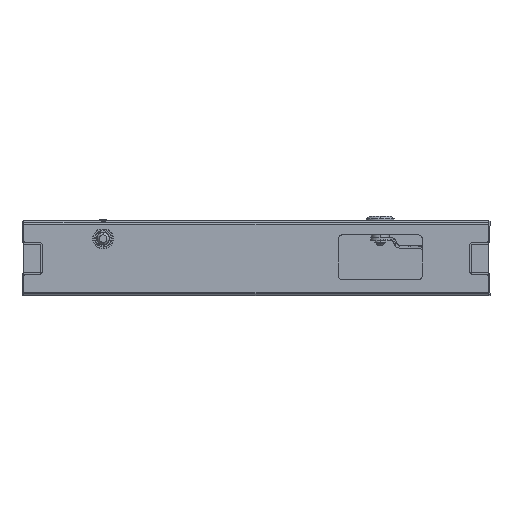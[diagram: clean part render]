
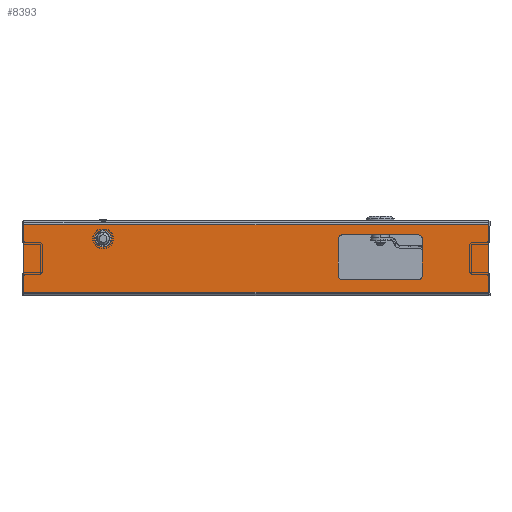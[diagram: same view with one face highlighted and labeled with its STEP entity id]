
A CAD part, front view. The second image highlights one B-rep face of the part: STEP entity #8393.
In plain terms, the highlighted planar face has unit normal (0, -1, 0).
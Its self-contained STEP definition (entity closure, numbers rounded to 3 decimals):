
#89 = EDGE_CURVE ( 'NONE', #41578, #28279, #11111, .T. ) ;
#150 = VECTOR ( 'NONE', #27204, 1000. ) ;
#307 = DIRECTION ( 'NONE',  ( 0., -1., 0. ) ) ;
#562 = DIRECTION ( 'NONE',  ( 1., 0., 0. ) ) ;
#751 = DIRECTION ( 'NONE',  ( 1., 0., 0. ) ) ;
#1198 = LINE ( 'NONE', #23579, #44461 ) ;
#1512 = CIRCLE ( 'NONE', #38525, 9. ) ;
#1721 = EDGE_CURVE ( 'NONE', #23231, #4139, #41796, .T. ) ;
#2303 = AXIS2_PLACEMENT_3D ( 'NONE', #17956, #7094, #10731 ) ;
#2453 = CARTESIAN_POINT ( 'NONE',  ( 25., 0., -420. ) ) ;
#2517 = DIRECTION ( 'NONE',  ( 1., 0., 0. ) ) ;
#2932 = DIRECTION ( 'NONE',  ( 0., -1., 0. ) ) ;
#3175 = AXIS2_PLACEMENT_3D ( 'NONE', #13955, #46267, #35587 ) ;
#3574 = EDGE_CURVE ( 'NONE', #29120, #9236, #38825, .T. ) ;
#3915 = DIRECTION ( 'NONE',  ( 1., 0., 0. ) ) ;
#4139 = VERTEX_POINT ( 'NONE', #13256 ) ;
#4467 = CARTESIAN_POINT ( 'NONE',  ( -18., 0., -335. ) ) ;
#5300 = CARTESIAN_POINT ( 'NONE',  ( 40., 0., 0. ) ) ;
#6402 = CARTESIAN_POINT ( 'NONE',  ( 36., 0., -495. ) ) ;
#7094 = DIRECTION ( 'NONE',  ( 0., -1., 0. ) ) ;
#7275 = ORIENTED_EDGE ( 'NONE', *, *, #9437, .T. ) ;
#7446 = DIRECTION ( 'NONE',  ( -1., 0., 0. ) ) ;
#8024 = EDGE_CURVE ( 'NONE', #20413, #40335, #33933, .T. ) ;
#8393 = ADVANCED_FACE ( 'NONE', ( #30511, #23269, #43476 ), #14389, .T. ) ;
#9094 = AXIS2_PLACEMENT_3D ( 'NONE', #39472, #32713, #562 ) ;
#9236 = VERTEX_POINT ( 'NONE', #15880 ) ;
#9437 = EDGE_CURVE ( 'NONE', #21461, #40335, #38838, .T. ) ;
#9817 = CARTESIAN_POINT ( 'NONE',  ( 36., 0., -495. ) ) ;
#10316 = DIRECTION ( 'NONE',  ( -1., 0., 0. ) ) ;
#10731 = DIRECTION ( 'NONE',  ( 1., 0., 0. ) ) ;
#11111 = CIRCLE ( 'NONE', #19730, 5. ) ;
#11135 = CARTESIAN_POINT ( 'NONE',  ( 20., 0., -425. ) ) ;
#11150 = ORIENTED_EDGE ( 'NONE', *, *, #3574, .F. ) ;
#11570 = LINE ( 'NONE', #4467, #28415 ) ;
#11714 = VERTEX_POINT ( 'NONE', #27874 ) ;
#12240 = EDGE_CURVE ( 'NONE', #11714, #21461, #24318, .T. ) ;
#12432 = CARTESIAN_POINT ( 'NONE',  ( 36., 0., 0. ) ) ;
#12840 = CARTESIAN_POINT ( 'NONE',  ( -23., 0., -420. ) ) ;
#13092 = ORIENTED_EDGE ( 'NONE', *, *, #29494, .F. ) ;
#13256 = CARTESIAN_POINT ( 'NONE',  ( -23., 0., -340. ) ) ;
#13829 = EDGE_CURVE ( 'NONE', #11714, #20413, #15692, .T. ) ;
#13955 = CARTESIAN_POINT ( 'NONE',  ( -18., 0., -340. ) ) ;
#14389 = PLANE ( 'NONE',  #9094 ) ;
#14755 = CARTESIAN_POINT ( 'NONE',  ( 20., 0., -335. ) ) ;
#15014 = ORIENTED_EDGE ( 'NONE', *, *, #32015, .F. ) ;
#15692 = LINE ( 'NONE', #44917, #16810 ) ;
#15880 = CARTESIAN_POINT ( 'NONE',  ( -18., 0., -425. ) ) ;
#15892 = EDGE_CURVE ( 'NONE', #26785, #19355, #1512, .T. ) ;
#16039 = LINE ( 'NONE', #45793, #32852 ) ;
#16152 = DIRECTION ( 'NONE',  ( 1., 0., 0. ) ) ;
#16516 = VECTOR ( 'NONE', #16152, 1000. ) ;
#16810 = VECTOR ( 'NONE', #23432, 1000. ) ;
#17270 = CARTESIAN_POINT ( 'NONE',  ( -36., 0., 0. ) ) ;
#17307 = CARTESIAN_POINT ( 'NONE',  ( 25., 0., -340. ) ) ;
#17956 = CARTESIAN_POINT ( 'NONE',  ( 21., 0., -84.5 ) ) ;
#18387 = ORIENTED_EDGE ( 'NONE', *, *, #13829, .F. ) ;
#18417 = EDGE_LOOP ( 'NONE', ( #36546, #26700 ) ) ;
#19355 = VERTEX_POINT ( 'NONE', #27632 ) ;
#19730 = AXIS2_PLACEMENT_3D ( 'NONE', #39550, #32950, #3915 ) ;
#20413 = VERTEX_POINT ( 'NONE', #17270 ) ;
#20613 = DIRECTION ( 'NONE',  ( 0., -1., 0. ) ) ;
#20653 = ORIENTED_EDGE ( 'NONE', *, *, #12240, .T. ) ;
#21461 = VERTEX_POINT ( 'NONE', #9817 ) ;
#21564 = EDGE_CURVE ( 'NONE', #19355, #26785, #33243, .T. ) ;
#22559 = AXIS2_PLACEMENT_3D ( 'NONE', #24478, #2932, #10316 ) ;
#22944 = ORIENTED_EDGE ( 'NONE', *, *, #8024, .F. ) ;
#23180 = VECTOR ( 'NONE', #38747, 1000. ) ;
#23195 = EDGE_LOOP ( 'NONE', ( #11150, #45477, #40523, #13092, #23641, #15014, #35402, #36187 ) ) ;
#23231 = VERTEX_POINT ( 'NONE', #41613 ) ;
#23269 = FACE_BOUND ( 'NONE', #23195, .T. ) ;
#23377 = DIRECTION ( 'NONE',  ( 0., 0., -1. ) ) ;
#23432 = DIRECTION ( 'NONE',  ( 0., 0., 1. ) ) ;
#23549 = CARTESIAN_POINT ( 'NONE',  ( 12., 0., -84.5 ) ) ;
#23579 = CARTESIAN_POINT ( 'NONE',  ( -18., 0., -425. ) ) ;
#23641 = ORIENTED_EDGE ( 'NONE', *, *, #89, .F. ) ;
#24318 = LINE ( 'NONE', #36919, #150 ) ;
#24478 = CARTESIAN_POINT ( 'NONE',  ( -18., 0., -420. ) ) ;
#25531 = EDGE_CURVE ( 'NONE', #9236, #33602, #1198, .T. ) ;
#26523 = VECTOR ( 'NONE', #23377, 1000. ) ;
#26700 = ORIENTED_EDGE ( 'NONE', *, *, #15892, .F. ) ;
#26785 = VERTEX_POINT ( 'NONE', #23549 ) ;
#27204 = DIRECTION ( 'NONE',  ( 1., 0., 0. ) ) ;
#27632 = CARTESIAN_POINT ( 'NONE',  ( 30., 0., -84.5 ) ) ;
#27874 = CARTESIAN_POINT ( 'NONE',  ( -36., 0., -495. ) ) ;
#28279 = VERTEX_POINT ( 'NONE', #14755 ) ;
#28399 = CARTESIAN_POINT ( 'NONE',  ( 21., 0., -84.5 ) ) ;
#28415 = VECTOR ( 'NONE', #7446, 1000. ) ;
#29120 = VERTEX_POINT ( 'NONE', #12840 ) ;
#29494 = EDGE_CURVE ( 'NONE', #28279, #23231, #11570, .T. ) ;
#30511 = FACE_BOUND ( 'NONE', #18417, .T. ) ;
#31324 = DIRECTION ( 'NONE',  ( 0., 0., 1. ) ) ;
#31368 = CARTESIAN_POINT ( 'NONE',  ( 20., 0., -420. ) ) ;
#32015 = EDGE_CURVE ( 'NONE', #39808, #41578, #16039, .T. ) ;
#32713 = DIRECTION ( 'NONE',  ( 0., -1., 0. ) ) ;
#32852 = VECTOR ( 'NONE', #31324, 1000. ) ;
#32950 = DIRECTION ( 'NONE',  ( 0., -1., 0. ) ) ;
#33192 = EDGE_CURVE ( 'NONE', #33602, #39808, #45167, .T. ) ;
#33243 = CIRCLE ( 'NONE', #2303, 9. ) ;
#33602 = VERTEX_POINT ( 'NONE', #11135 ) ;
#33733 = DIRECTION ( 'NONE',  ( 1., 0., 0. ) ) ;
#33933 = LINE ( 'NONE', #5300, #16516 ) ;
#34765 = CARTESIAN_POINT ( 'NONE',  ( -23., 0., -420. ) ) ;
#35402 = ORIENTED_EDGE ( 'NONE', *, *, #33192, .F. ) ;
#35587 = DIRECTION ( 'NONE',  ( 1., 0., 0. ) ) ;
#36039 = LINE ( 'NONE', #34765, #26523 ) ;
#36187 = ORIENTED_EDGE ( 'NONE', *, *, #25531, .F. ) ;
#36546 = ORIENTED_EDGE ( 'NONE', *, *, #21564, .F. ) ;
#36919 = CARTESIAN_POINT ( 'NONE',  ( 40., 0., -495. ) ) ;
#38525 = AXIS2_PLACEMENT_3D ( 'NONE', #28399, #307, #751 ) ;
#38747 = DIRECTION ( 'NONE',  ( 0., 0., 1. ) ) ;
#38825 = CIRCLE ( 'NONE', #22559, 5. ) ;
#38838 = LINE ( 'NONE', #6402, #23180 ) ;
#39472 = CARTESIAN_POINT ( 'NONE',  ( 40., 0., -495. ) ) ;
#39550 = CARTESIAN_POINT ( 'NONE',  ( 20., 0., -340. ) ) ;
#39808 = VERTEX_POINT ( 'NONE', #2453 ) ;
#40335 = VERTEX_POINT ( 'NONE', #12432 ) ;
#40523 = ORIENTED_EDGE ( 'NONE', *, *, #1721, .F. ) ;
#41218 = AXIS2_PLACEMENT_3D ( 'NONE', #31368, #20613, #2517 ) ;
#41578 = VERTEX_POINT ( 'NONE', #17307 ) ;
#41613 = CARTESIAN_POINT ( 'NONE',  ( -18., 0., -335. ) ) ;
#41796 = CIRCLE ( 'NONE', #3175, 5. ) ;
#43380 = EDGE_LOOP ( 'NONE', ( #22944, #18387, #20653, #7275 ) ) ;
#43476 = FACE_OUTER_BOUND ( 'NONE', #43380, .T. ) ;
#44461 = VECTOR ( 'NONE', #33733, 1000. ) ;
#44917 = CARTESIAN_POINT ( 'NONE',  ( -36., 0., -495. ) ) ;
#45167 = CIRCLE ( 'NONE', #41218, 5. ) ;
#45477 = ORIENTED_EDGE ( 'NONE', *, *, #45873, .F. ) ;
#45793 = CARTESIAN_POINT ( 'NONE',  ( 25., 0., -420. ) ) ;
#45873 = EDGE_CURVE ( 'NONE', #4139, #29120, #36039, .T. ) ;
#46267 = DIRECTION ( 'NONE',  ( 0., -1., 0. ) ) ;
